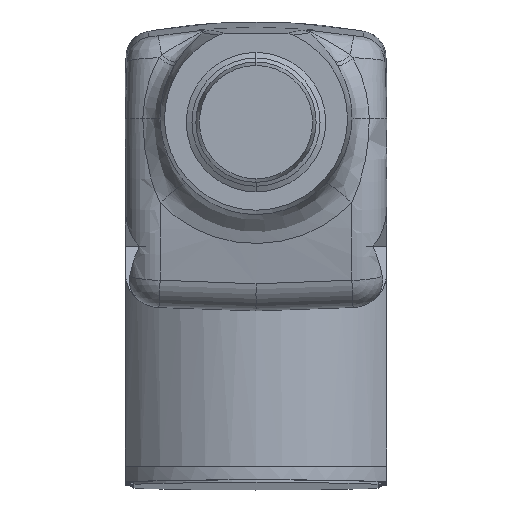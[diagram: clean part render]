
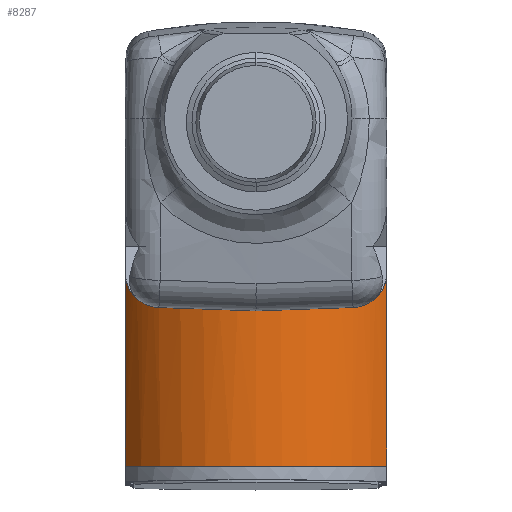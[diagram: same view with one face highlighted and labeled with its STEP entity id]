
A CAD part, front view. The second image highlights one B-rep face of the part: STEP entity #8287.
In plain terms, the highlighted cylindrical face has radius 9 mm (diameter 18 mm), a partial arc.
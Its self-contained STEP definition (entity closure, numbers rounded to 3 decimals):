
#706=DIRECTION('',(0.,0.,-1.));
#707=VECTOR('',#706,11.093);
#708=CARTESIAN_POINT('',(7.5,-0.14,
-8.157));
#709=LINE('',#708,#707);
#710=DIRECTION('',(0.,0.,1.));
#711=VECTOR('',#710,11.093);
#712=CARTESIAN_POINT('',(-7.5,-0.14,-19.25));
#713=LINE('',#712,#711);
#714=CARTESIAN_POINT('',(-7.5,-0.14,
-8.157));
#715=CARTESIAN_POINT('',(-7.5,-0.14,
-8.253));
#716=CARTESIAN_POINT('',(-7.486,-0.16,
-8.45));
#717=CARTESIAN_POINT('',(-7.415,-0.267,
-8.765));
#718=CARTESIAN_POINT('',(-7.286,-0.451,
-9.079));
#719=CARTESIAN_POINT('',(-7.097,-0.704,
-9.379));
#720=CARTESIAN_POINT('',(-6.841,-1.018,
-9.657));
#721=CARTESIAN_POINT('',(-6.514,-1.384,
-9.9));
#722=CARTESIAN_POINT('',(-6.078,-1.813,
-10.092));
#723=CARTESIAN_POINT('',(-5.749,-2.094,
-10.149));
#724=CARTESIAN_POINT('',(-5.57,-2.234,
-10.155));
#726=CARTESIAN_POINT('',(-5.57,-2.234,
-10.155));
#727=CARTESIAN_POINT('',(-4.753,-2.878,
-10.184));
#728=CARTESIAN_POINT('',(-2.998,-3.816,
-10.245));
#729=CARTESIAN_POINT('',(-1.04,-4.165,
-10.314));
#730=CARTESIAN_POINT('',(0.,-4.165,-10.35));
#732=CARTESIAN_POINT('',(0.,-4.165,
-10.35));
#733=CARTESIAN_POINT('',(0.505,-4.165,
-10.332));
#734=CARTESIAN_POINT('',(1.5,-4.081,-10.298));
#735=CARTESIAN_POINT('',(2.962,-3.708,-10.247));
#736=CARTESIAN_POINT('',(4.341,-3.096,-10.198));
#737=CARTESIAN_POINT('',(5.173,-2.547,-10.169));
#738=CARTESIAN_POINT('',(5.57,-2.234,-10.155));
#773=CARTESIAN_POINT('',(0.,4.835,-19.25));
#774=DIRECTION('',(0.,0.,1.));
#775=DIRECTION('',(-0.833,-0.553,0.));
#776=AXIS2_PLACEMENT_3D('',#773,#774,#775);
#2272=CARTESIAN_POINT('',(7.5,-0.14,
-8.157));
#2273=CARTESIAN_POINT('',(7.5,-0.14,
-8.252));
#2274=CARTESIAN_POINT('',(7.486,-0.161,
-8.451));
#2275=CARTESIAN_POINT('',(7.415,-0.267,
-8.765));
#2276=CARTESIAN_POINT('',(7.285,-0.451,
-9.08));
#2277=CARTESIAN_POINT('',(7.096,-0.704,
-9.38));
#2278=CARTESIAN_POINT('',(6.841,-1.019,
-9.657));
#2279=CARTESIAN_POINT('',(6.513,-1.384,
-9.9));
#2280=CARTESIAN_POINT('',(6.078,-1.813,
-10.092));
#2281=CARTESIAN_POINT('',(5.747,-2.095,
-10.149));
#2282=CARTESIAN_POINT('',(5.57,-2.234,
-10.155));
#6160=CARTESIAN_POINT('',(-7.5,-0.14,
-8.157));
#6162=VERTEX_POINT('',#6160);
#6224=CARTESIAN_POINT('',(7.5,-0.14,
-8.157));
#6225=VERTEX_POINT('',#6224);
#6226=VERTEX_POINT('',#2282);
#6772=VERTEX_POINT('',#724);
#6773=VERTEX_POINT('',#730);
#7164=CARTESIAN_POINT('',(7.5,-0.14,-19.25));
#7165=VERTEX_POINT('',#7164);
#7166=CARTESIAN_POINT('',(-7.5,-0.14,-19.25));
#7167=VERTEX_POINT('',#7166);
#8267=CARTESIAN_POINT('',(0.,4.835,-8.086));
#8268=DIRECTION('',(0.,0.,-1.));
#8269=DIRECTION('',(-1.,0.,0.));
#8270=AXIS2_PLACEMENT_3D('',#8267,#8268,#8269);
#8271=CYLINDRICAL_SURFACE('',#8270,9.);
#8272=ORIENTED_EDGE('',*,*,#8219,.T.);
#8274=ORIENTED_EDGE('',*,*,#8273,.F.);
#8276=ORIENTED_EDGE('',*,*,#8275,.T.);
#8278=ORIENTED_EDGE('',*,*,#8277,.T.);
#8280=ORIENTED_EDGE('',*,*,#8279,.T.);
#8282=ORIENTED_EDGE('',*,*,#8281,.T.);
#8284=ORIENTED_EDGE('',*,*,#8283,.F.);
#8285=EDGE_LOOP('',(#8272,#8274,#8276,#8278,#8280,#8282,#8284));
#8286=FACE_OUTER_BOUND('',#8285,.F.);
#8287=ADVANCED_FACE('',(#8286),#8271,.T.);
#725=B_SPLINE_CURVE_WITH_KNOTS('',3,(#714,#715,#716,#717,#718,#719,#720,#721,
#722,#723,#724),.UNSPECIFIED.,.F.,.F.,(4,1,1,1,1,1,1,1,4),(0.,0.125,0.25,
0.375,0.5,0.625,0.75,0.875,1.),.UNSPECIFIED.);
#731=B_SPLINE_CURVE_WITH_KNOTS('',3,(#726,#727,#728,#729,#730),.UNSPECIFIED.,
.F.,.F.,(4,1,4),(0.,0.5,1.),.UNSPECIFIED.);
#739=B_SPLINE_CURVE_WITH_KNOTS('',3,(#732,#733,#734,#735,#736,#737,#738),
.UNSPECIFIED.,.F.,.F.,(4,1,1,1,4),(0.,0.25,0.5,0.75,1.),
.UNSPECIFIED.);
#777=CIRCLE('',#776,9.);
#2283=B_SPLINE_CURVE_WITH_KNOTS('',3,(#2272,#2273,#2274,#2275,#2276,#2277,#2278,
#2279,#2280,#2281,#2282),.UNSPECIFIED.,.F.,.F.,(4,1,1,1,1,1,1,1,4),(0.,
0.125,0.25,0.375,0.5,0.625,0.75,0.875,1.),.UNSPECIFIED.);
#8219=EDGE_CURVE('',#6225,#7165,#709,.T.);
#8273=EDGE_CURVE('',#7167,#7165,#777,.T.);
#8275=EDGE_CURVE('',#7167,#6162,#713,.T.);
#8277=EDGE_CURVE('',#6162,#6772,#725,.T.);
#8279=EDGE_CURVE('',#6772,#6773,#731,.T.);
#8281=EDGE_CURVE('',#6773,#6226,#739,.T.);
#8283=EDGE_CURVE('',#6225,#6226,#2283,.T.);
